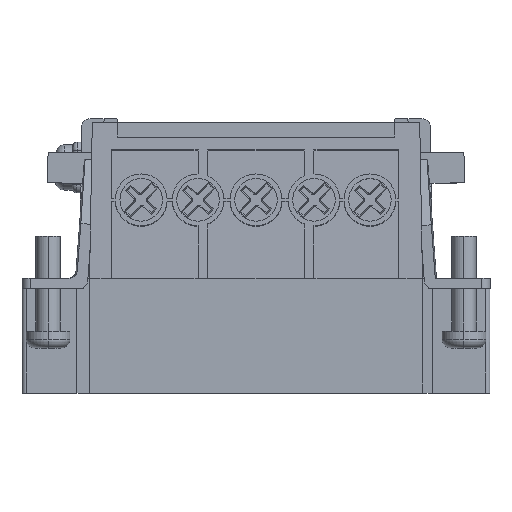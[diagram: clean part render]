
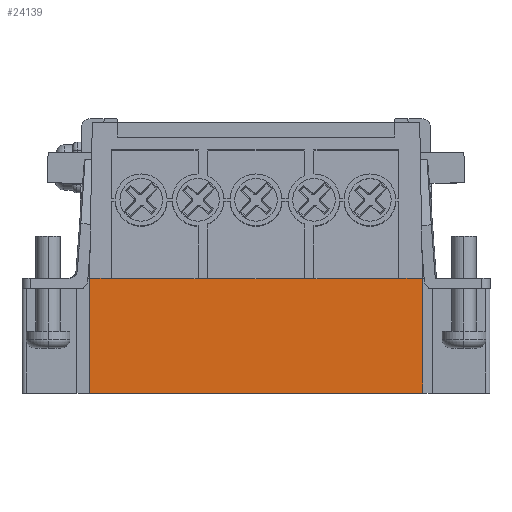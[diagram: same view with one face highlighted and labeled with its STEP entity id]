
A CAD part, top view. The second image highlights one B-rep face of the part: STEP entity #24139.
In plain terms, the highlighted planar face has unit normal (0, 0, 1).
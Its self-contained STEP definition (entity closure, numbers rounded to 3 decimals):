
#455 = EDGE_CURVE ( 'NONE', #11243, #3283, #19022, .T. ) ;
#559 = VECTOR ( 'NONE', #16805, 1000. ) ;
#745 = VECTOR ( 'NONE', #22832, 1000. ) ;
#1022 = VECTOR ( 'NONE', #13262, 1000. ) ;
#1258 = ORIENTED_EDGE ( 'NONE', *, *, #18967, .F. ) ;
#1829 = LINE ( 'NONE', #30547, #1022 ) ;
#1892 = CARTESIAN_POINT ( 'NONE',  ( -19.81, -0.068, 11.35 ) ) ;
#2366 = CARTESIAN_POINT ( 'NONE',  ( -19.81, -13.66, 11.35 ) ) ;
#2781 = VECTOR ( 'NONE', #9224, 1000. ) ;
#3283 = VERTEX_POINT ( 'NONE', #24026 ) ;
#3430 = VERTEX_POINT ( 'NONE', #29688 ) ;
#4120 = VECTOR ( 'NONE', #26381, 1000. ) ;
#4426 = EDGE_CURVE ( 'NONE', #10867, #24908, #7861, .T. ) ;
#4768 = CARTESIAN_POINT ( 'NONE',  ( -19.81, 0., 11.35 ) ) ;
#5359 = ORIENTED_EDGE ( 'NONE', *, *, #31255, .T. ) ;
#5487 = EDGE_CURVE ( 'NONE', #12461, #13072, #17885, .T. ) ;
#5942 = EDGE_CURVE ( 'NONE', #11764, #17829, #21308, .T. ) ;
#7137 = VECTOR ( 'NONE', #11394, 1000. ) ;
#7140 = PLANE ( 'NONE',  #15116 ) ;
#7174 = LINE ( 'NONE', #14413, #25365 ) ;
#7178 = ORIENTED_EDGE ( 'NONE', *, *, #9564, .T. ) ;
#7477 = ORIENTED_EDGE ( 'NONE', *, *, #5487, .T. ) ;
#7598 = CARTESIAN_POINT ( 'NONE',  ( -6.9, -13.66, 11.35 ) ) ;
#7664 = CARTESIAN_POINT ( 'NONE',  ( 19.81, 0., 11.35 ) ) ;
#7737 = DIRECTION ( 'NONE',  ( 0., 1., 0. ) ) ;
#7796 = VECTOR ( 'NONE', #22549, 1000. ) ;
#7807 = CARTESIAN_POINT ( 'NONE',  ( -5.75, -0.068, 11.35 ) ) ;
#7834 = DIRECTION ( 'NONE',  ( 0., 1., 0. ) ) ;
#7861 = LINE ( 'NONE', #26762, #23369 ) ;
#7909 = LINE ( 'NONE', #18792, #7137 ) ;
#7938 = LINE ( 'NONE', #19208, #559 ) ;
#7975 = LINE ( 'NONE', #4768, #13815 ) ;
#8084 = VECTOR ( 'NONE', #7737, 1000. ) ;
#8195 = CARTESIAN_POINT ( 'NONE',  ( -19.81, -0.068, 11.35 ) ) ;
#9224 = DIRECTION ( 'NONE',  ( 0., 1., 0. ) ) ;
#9495 = CARTESIAN_POINT ( 'NONE',  ( 19.82, 0., 11.35 ) ) ;
#9564 = EDGE_CURVE ( 'NONE', #3430, #12461, #7909, .T. ) ;
#10867 = VERTEX_POINT ( 'NONE', #25664 ) ;
#11084 = FACE_OUTER_BOUND ( 'NONE', #18141, .T. ) ;
#11243 = VERTEX_POINT ( 'NONE', #2366 ) ;
#11394 = DIRECTION ( 'NONE',  ( -1., 0., 0. ) ) ;
#11764 = VERTEX_POINT ( 'NONE', #14618 ) ;
#11896 = DIRECTION ( 'NONE',  ( 0., -1., 0. ) ) ;
#11987 = LINE ( 'NONE', #19229, #23644 ) ;
#11994 = CARTESIAN_POINT ( 'NONE',  ( -19.81, -13.66, 11.35 ) ) ;
#12108 = DIRECTION ( 'NONE',  ( 0., 0., 1. ) ) ;
#12450 = ORIENTED_EDGE ( 'NONE', *, *, #4426, .T. ) ;
#12461 = VERTEX_POINT ( 'NONE', #24953 ) ;
#12771 = LINE ( 'NONE', #1892, #18625 ) ;
#13072 = VERTEX_POINT ( 'NONE', #31942 ) ;
#13203 = VERTEX_POINT ( 'NONE', #7807 ) ;
#13262 = DIRECTION ( 'NONE',  ( 0., -1., 0. ) ) ;
#13288 = VECTOR ( 'NONE', #29843, 1000. ) ;
#13756 = VERTEX_POINT ( 'NONE', #20150 ) ;
#13815 = VECTOR ( 'NONE', #27105, 1000. ) ;
#14338 = DIRECTION ( 'NONE',  ( 1., 0., 0. ) ) ;
#14413 = CARTESIAN_POINT ( 'NONE',  ( -19.81, 0., 11.35 ) ) ;
#14618 = CARTESIAN_POINT ( 'NONE',  ( 19.82, -13.66, 11.35 ) ) ;
#14713 = EDGE_CURVE ( 'NONE', #19784, #16849, #27599, .T. ) ;
#15116 = AXIS2_PLACEMENT_3D ( 'NONE', #11994, #12108, #29503 ) ;
#15633 = EDGE_CURVE ( 'NONE', #11243, #11764, #11987, .T. ) ;
#15981 = LINE ( 'NONE', #26566, #2781 ) ;
#16739 = CARTESIAN_POINT ( 'NONE',  ( -19.81, 0., 11.35 ) ) ;
#16805 = DIRECTION ( 'NONE',  ( 0., 1., 0. ) ) ;
#16818 = ORIENTED_EDGE ( 'NONE', *, *, #455, .F. ) ;
#16849 = VERTEX_POINT ( 'NONE', #23076 ) ;
#17270 = ORIENTED_EDGE ( 'NONE', *, *, #31419, .F. ) ;
#17314 = LINE ( 'NONE', #28781, #4120 ) ;
#17482 = EDGE_CURVE ( 'NONE', #16849, #17800, #27146, .T. ) ;
#17800 = VERTEX_POINT ( 'NONE', #29264 ) ;
#17829 = VERTEX_POINT ( 'NONE', #9495 ) ;
#17885 = LINE ( 'NONE', #24247, #30312 ) ;
#18141 = EDGE_LOOP ( 'NONE', ( #25523, #19023, #22327, #22956, #27088, #16818, #23635, #31650, #21008, #1258, #5359, #7178, #7477, #17270, #12450, #31919, #29056 ) ) ;
#18625 = VECTOR ( 'NONE', #21743, 1000. ) ;
#18792 = CARTESIAN_POINT ( 'NONE',  ( -19.81, -0.068, 11.35 ) ) ;
#18946 = EDGE_CURVE ( 'NONE', #13203, #25599, #7938, .T. ) ;
#18967 = EDGE_CURVE ( 'NONE', #28408, #24217, #7174, .T. ) ;
#19022 = LINE ( 'NONE', #25148, #25554 ) ;
#19023 = ORIENTED_EDGE ( 'NONE', *, *, #14713, .T. ) ;
#19208 = CARTESIAN_POINT ( 'NONE',  ( -5.75, -13.66, 11.35 ) ) ;
#19229 = CARTESIAN_POINT ( 'NONE',  ( -19.81, -13.66, 11.35 ) ) ;
#19277 = DIRECTION ( 'NONE',  ( 0., 1., 0. ) ) ;
#19355 = CARTESIAN_POINT ( 'NONE',  ( 5.75, -0.068, 11.35 ) ) ;
#19531 = EDGE_CURVE ( 'NONE', #3283, #13756, #26488, .T. ) ;
#19784 = VERTEX_POINT ( 'NONE', #20813 ) ;
#20150 = CARTESIAN_POINT ( 'NONE',  ( -17.207, 0., 11.35 ) ) ;
#20385 = CARTESIAN_POINT ( 'NONE',  ( -5.75, 0., 11.35 ) ) ;
#20813 = CARTESIAN_POINT ( 'NONE',  ( -6.9, 0., 11.35 ) ) ;
#21008 = ORIENTED_EDGE ( 'NONE', *, *, #24894, .F. ) ;
#21308 = LINE ( 'NONE', #22582, #8084 ) ;
#21743 = DIRECTION ( 'NONE',  ( -1., 0., 0. ) ) ;
#22327 = ORIENTED_EDGE ( 'NONE', *, *, #17482, .T. ) ;
#22549 = DIRECTION ( 'NONE',  ( 0., -1., 0. ) ) ;
#22582 = CARTESIAN_POINT ( 'NONE',  ( 19.82, -13.66, 11.35 ) ) ;
#22832 = DIRECTION ( 'NONE',  ( -1., 0., 0. ) ) ;
#22956 = ORIENTED_EDGE ( 'NONE', *, *, #25309, .T. ) ;
#23076 = CARTESIAN_POINT ( 'NONE',  ( -6.9, -0.068, 11.35 ) ) ;
#23369 = VECTOR ( 'NONE', #11896, 1000. ) ;
#23412 = LINE ( 'NONE', #16739, #30052 ) ;
#23635 = ORIENTED_EDGE ( 'NONE', *, *, #15633, .T. ) ;
#23644 = VECTOR ( 'NONE', #14338, 1000. ) ;
#24026 = CARTESIAN_POINT ( 'NONE',  ( -19.81, 0., 11.35 ) ) ;
#24139 = ADVANCED_FACE ( 'NONE', ( #11084 ), #7140, .T. ) ;
#24217 = VERTEX_POINT ( 'NONE', #7664 ) ;
#24247 = CARTESIAN_POINT ( 'NONE',  ( 6.9, -13.66, 11.35 ) ) ;
#24722 = CARTESIAN_POINT ( 'NONE',  ( 16.996, 0., 11.35 ) ) ;
#24805 = CARTESIAN_POINT ( 'NONE',  ( -19.81, 0., 11.35 ) ) ;
#24894 = EDGE_CURVE ( 'NONE', #24217, #17829, #23412, .T. ) ;
#24908 = VERTEX_POINT ( 'NONE', #19355 ) ;
#24953 = CARTESIAN_POINT ( 'NONE',  ( 6.9, -0.068, 11.35 ) ) ;
#25148 = CARTESIAN_POINT ( 'NONE',  ( -19.81, -13.66, 11.35 ) ) ;
#25309 = EDGE_CURVE ( 'NONE', #17800, #13756, #15981, .T. ) ;
#25365 = VECTOR ( 'NONE', #26765, 1000. ) ;
#25523 = ORIENTED_EDGE ( 'NONE', *, *, #28926, .F. ) ;
#25554 = VECTOR ( 'NONE', #7834, 1000. ) ;
#25599 = VERTEX_POINT ( 'NONE', #20385 ) ;
#25664 = CARTESIAN_POINT ( 'NONE',  ( 5.75, 0., 11.35 ) ) ;
#26381 = DIRECTION ( 'NONE',  ( 1., 0., 0. ) ) ;
#26423 = EDGE_CURVE ( 'NONE', #24908, #13203, #12771, .T. ) ;
#26488 = LINE ( 'NONE', #24805, #13288 ) ;
#26566 = CARTESIAN_POINT ( 'NONE',  ( -17.207, -13.66, 11.35 ) ) ;
#26762 = CARTESIAN_POINT ( 'NONE',  ( 5.75, -13.66, 11.35 ) ) ;
#26765 = DIRECTION ( 'NONE',  ( 1., 0., 0. ) ) ;
#27088 = ORIENTED_EDGE ( 'NONE', *, *, #19531, .F. ) ;
#27105 = DIRECTION ( 'NONE',  ( 1., 0., 0. ) ) ;
#27146 = LINE ( 'NONE', #8195, #745 ) ;
#27599 = LINE ( 'NONE', #7598, #7796 ) ;
#28408 = VERTEX_POINT ( 'NONE', #24722 ) ;
#28781 = CARTESIAN_POINT ( 'NONE',  ( -19.81, 0., 11.35 ) ) ;
#28926 = EDGE_CURVE ( 'NONE', #19784, #25599, #7975, .T. ) ;
#29056 = ORIENTED_EDGE ( 'NONE', *, *, #18946, .T. ) ;
#29264 = CARTESIAN_POINT ( 'NONE',  ( -17.207, -0.068, 11.35 ) ) ;
#29503 = DIRECTION ( 'NONE',  ( 1., 0., 0. ) ) ;
#29688 = CARTESIAN_POINT ( 'NONE',  ( 16.996, -0.068, 11.35 ) ) ;
#29843 = DIRECTION ( 'NONE',  ( 1., 0., 0. ) ) ;
#30052 = VECTOR ( 'NONE', #31637, 1000. ) ;
#30312 = VECTOR ( 'NONE', #19277, 1000. ) ;
#30547 = CARTESIAN_POINT ( 'NONE',  ( 16.996, -13.66, 11.35 ) ) ;
#31255 = EDGE_CURVE ( 'NONE', #28408, #3430, #1829, .T. ) ;
#31419 = EDGE_CURVE ( 'NONE', #10867, #13072, #17314, .T. ) ;
#31637 = DIRECTION ( 'NONE',  ( 1., 0., 0. ) ) ;
#31650 = ORIENTED_EDGE ( 'NONE', *, *, #5942, .T. ) ;
#31919 = ORIENTED_EDGE ( 'NONE', *, *, #26423, .T. ) ;
#31942 = CARTESIAN_POINT ( 'NONE',  ( 6.9, 0., 11.35 ) ) ;
